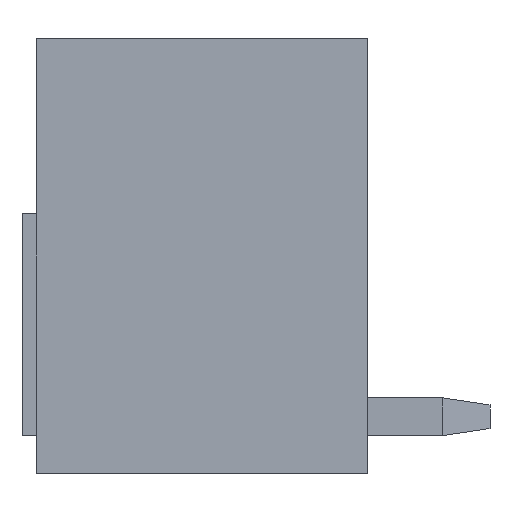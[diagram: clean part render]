
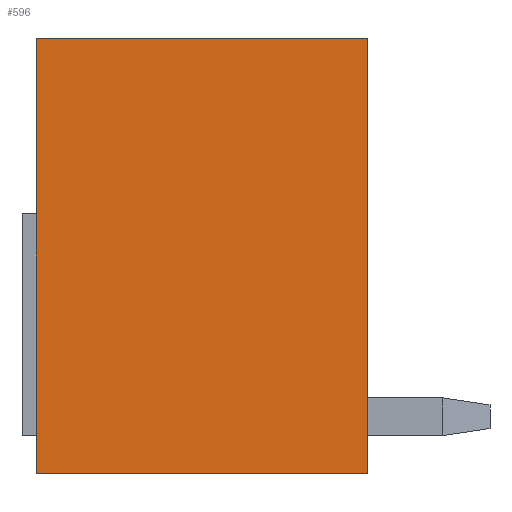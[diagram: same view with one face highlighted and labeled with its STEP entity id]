
A CAD part, left-side view. The second image highlights one B-rep face of the part: STEP entity #596.
In plain terms, the highlighted planar face has unit normal (-1, 0, 0).
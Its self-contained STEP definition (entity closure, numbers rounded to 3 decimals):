
#596 = ADVANCED_FACE( '', ( #1231 ), #1232, .T. );
#1231 = FACE_OUTER_BOUND( '', #1922, .T. );
#1232 = PLANE( '', #1923 );
#1922 = EDGE_LOOP( '', ( #3420, #3421, #3422, #3423 ) );
#1923 = AXIS2_PLACEMENT_3D( '', #3424, #3425, #3426 );
#3420 = ORIENTED_EDGE( '', *, *, #4084, .F. );
#3421 = ORIENTED_EDGE( '', *, *, #4624, .F. );
#3422 = ORIENTED_EDGE( '', *, *, #4661, .T. );
#3423 = ORIENTED_EDGE( '', *, *, #4218, .T. );
#3424 = CARTESIAN_POINT( '', ( 0., 7., 9.2 ) );
#3425 = DIRECTION( '', ( -1., 0., 0. ) );
#3426 = DIRECTION( '', ( 0., 0., 1. ) );
#4084 = EDGE_CURVE( '', #4873, #4875, #4876, .T. );
#4218 = EDGE_CURVE( '', #5111, #4875, #5112, .T. );
#4624 = EDGE_CURVE( '', #5707, #4873, #5709, .T. );
#4661 = EDGE_CURVE( '', #5707, #5111, #5752, .T. );
#4873 = VERTEX_POINT( '', #6013 );
#4875 = VERTEX_POINT( '', #6016 );
#4876 = LINE( '', #6017, #6018 );
#5111 = VERTEX_POINT( '', #6345 );
#5112 = LINE( '', #6346, #6347 );
#5707 = VERTEX_POINT( '', #7208 );
#5709 = LINE( '', #7211, #7212 );
#5752 = LINE( '', #7274, #7275 );
#6013 = CARTESIAN_POINT( '', ( 0., 0., 9.2 ) );
#6016 = CARTESIAN_POINT( '', ( 0., 0., 0. ) );
#6017 = CARTESIAN_POINT( '', ( 0., 0., 9.2 ) );
#6018 = VECTOR( '', #7520, 1000. );
#6345 = CARTESIAN_POINT( '', ( 0., 7., 0. ) );
#6346 = CARTESIAN_POINT( '', ( 0., 7., 0. ) );
#6347 = VECTOR( '', #7655, 1000. );
#7208 = CARTESIAN_POINT( '', ( 0., 7., 9.2 ) );
#7211 = CARTESIAN_POINT( '', ( 0., 7., 9.2 ) );
#7212 = VECTOR( '', #8028, 1000. );
#7274 = CARTESIAN_POINT( '', ( 0., 7., 9.2 ) );
#7275 = VECTOR( '', #8054, 1000. );
#7520 = DIRECTION( '', ( 0., 0., -1. ) );
#7655 = DIRECTION( '', ( 0., -1., 0. ) );
#8028 = DIRECTION( '', ( 0., -1., 0. ) );
#8054 = DIRECTION( '', ( 0., 0., -1. ) );
